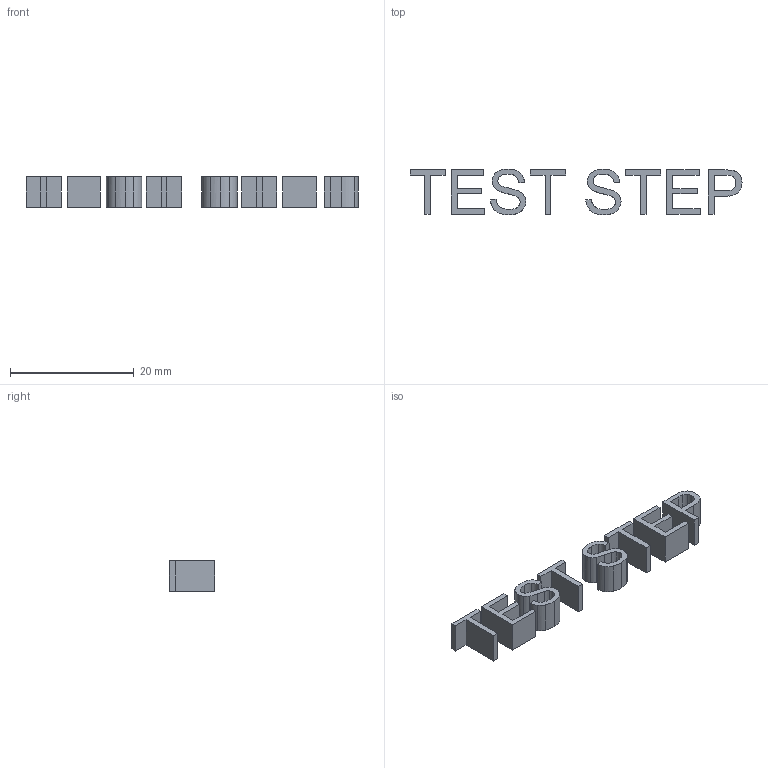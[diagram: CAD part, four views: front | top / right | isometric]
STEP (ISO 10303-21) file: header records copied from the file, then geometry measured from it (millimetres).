
FILE_DESCRIPTION(/* description */ (''),/* implementation_level */ '2;1');
FILE_NAME(/* name */ 'TEST STEP.step',/* time_stamp */ '2019-05-29T11:01:03+01:00',/* author */ (''),/* organization */ (''),/* preprocessor_version */ 'ST-DEVELOPER v18',/* originating_system */ 'Autodesk Translation Framework v8.2.0.1029',/* authorisation */ '');
FILE_SCHEMA (('AUTOMOTIVE_DESIGN { 1 0 10303 214 3 1 1 }'));
Length unit declared in the file: millimetre
Products named in the file (1): (Unsaved)
Bounding box: 53.6 x 7.4 x 5 mm (x, y, z)
Volume: 584.5 mm3; surface area: 1603.2 mm2
Topology: 8 solids, 8 shells, 153 faces, 411 edges, 274 vertices
Faces by surface type: bspline 77, plane 76
Entity records: 5485 total; most frequent: CARTESIAN_POINT 2148, ORIENTED_EDGE 822, EDGE_CURVE 411, DIRECTION 411, VERTEX_POINT 274, LINE 257, VECTOR 257, EDGE_LOOP 155
